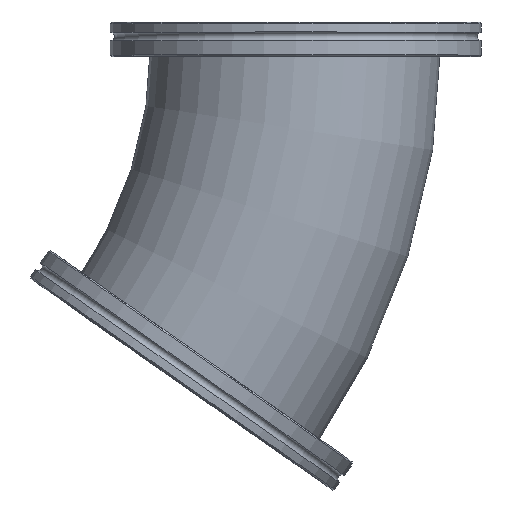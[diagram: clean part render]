
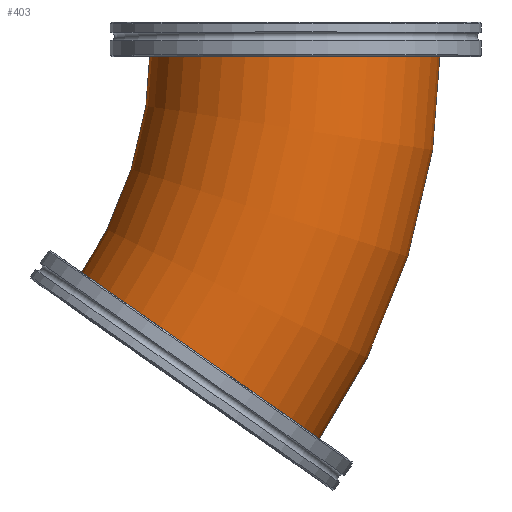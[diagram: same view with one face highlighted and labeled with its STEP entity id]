
A CAD part, top view. The second image highlights one B-rep face of the part: STEP entity #403.
In plain terms, the highlighted toroidal (fillet/blend) face has major radius 200.128 mm and minor radius 50.8 mm.
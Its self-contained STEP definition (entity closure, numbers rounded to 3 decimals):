
#95=FACE_OUTER_BOUND('',#125,.T.);
#125=EDGE_LOOP('',(#367,#368,#369,#370));
#172=CIRCLE('',#534,50.8);
#173=CIRCLE('',#535,149.328);
#174=CIRCLE('',#536,50.8);
#211=VERTEX_POINT('',#813);
#212=VERTEX_POINT('',#815);
#264=EDGE_CURVE('',#211,#211,#172,.T.);
#265=EDGE_CURVE('',#211,#212,#173,.T.);
#266=EDGE_CURVE('',#212,#212,#174,.T.);
#367=ORIENTED_EDGE('',*,*,#264,.F.);
#368=ORIENTED_EDGE('',*,*,#265,.T.);
#369=ORIENTED_EDGE('',*,*,#266,.T.);
#370=ORIENTED_EDGE('',*,*,#265,.F.);
#381=TOROIDAL_SURFACE('',#533,200.128,50.8);
#403=ADVANCED_FACE('',(#95),#381,.T.);
#533=AXIS2_PLACEMENT_3D('',#812,#683,#684);
#534=AXIS2_PLACEMENT_3D('',#814,#685,#686);
#535=AXIS2_PLACEMENT_3D('',#816,#687,#688);
#536=AXIS2_PLACEMENT_3D('',#817,#689,#690);
#683=DIRECTION('center_axis',(0.,0.,1.));
#684=DIRECTION('ref_axis',(1.,0.,0.));
#685=DIRECTION('center_axis',(0.,-1.,0.));
#686=DIRECTION('ref_axis',(1.,0.,0.));
#687=DIRECTION('center_axis',(0.,0.,-1.));
#688=DIRECTION('ref_axis',(1.,0.,0.));
#689=DIRECTION('center_axis',(-0.574,-0.819,0.));
#690=DIRECTION('ref_axis',(0.819,-0.574,0.));
#812=CARTESIAN_POINT('Origin',(-6.6,6.6,0.));
#813=CARTESIAN_POINT('',(-155.928,6.6,0.));
#814=CARTESIAN_POINT('Origin',(-206.728,6.6,0.));
#815=CARTESIAN_POINT('',(-128.922,92.251,0.));
#816=CARTESIAN_POINT('Origin',(-6.6,6.6,0.));
#817=CARTESIAN_POINT('Origin',(-170.535,121.388,0.));
